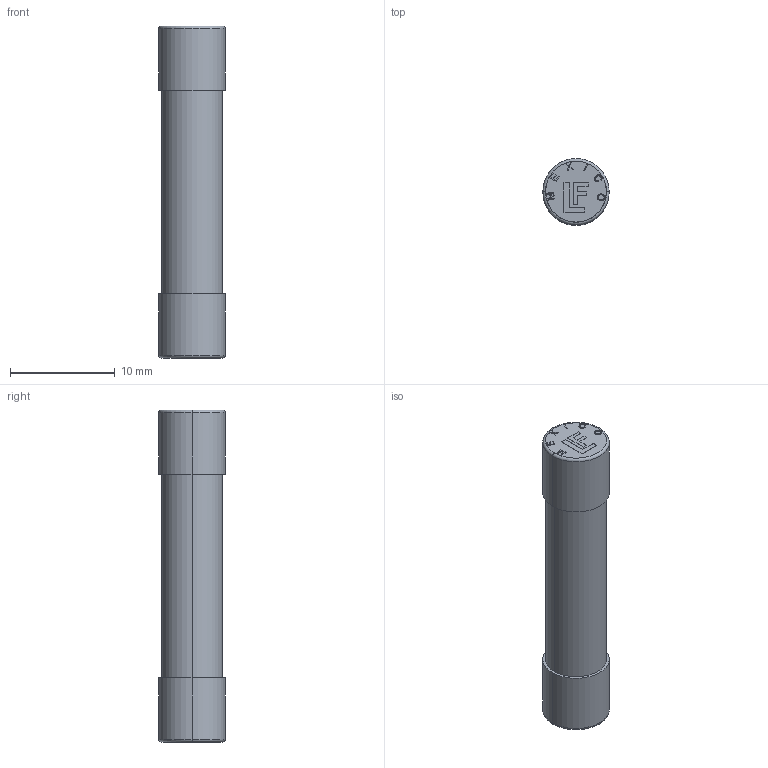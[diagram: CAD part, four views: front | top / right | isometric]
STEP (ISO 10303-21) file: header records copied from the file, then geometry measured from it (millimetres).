
FILE_DESCRIPTION (( 'STEP AP214' ), '1' );
FILE_NAME ('SLDEFAU0822161896779.step', '2005-08-22T20:18:21', ( 'SysAdmin' ), ( 'SolidWorks' ), 'SwSTEP 2.0', 'SolidWorks 2005204', '' );
FILE_SCHEMA (( 'AUTOMOTIVE_DESIGN' ));
Length unit declared in the file: inch
Products named in the file (1): SLDEFAU0822161896779
Bounding box: 6.35 x 6.35 x 31.75 mm (x, y, z)
Volume: 82.8 mm3; surface area: 1792.9 mm2
Topology: 5 solids, 5 shells, 194 faces, 488 edges, 324 vertices
Faces by surface type: plane 133, bspline 30, cylinder 27, torus 4
Entity records: 16269 total; most frequent: CARTESIAN_POINT 9325, ORIENTED_EDGE 976, DIRECTION 826, EDGE_CURVE 488, LINE 364, VECTOR 364, VERTEX_POINT 324, AXIS2_PLACEMENT_3D 231
